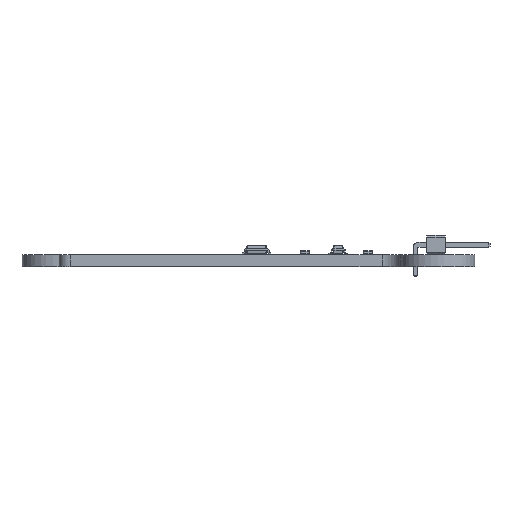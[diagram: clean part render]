
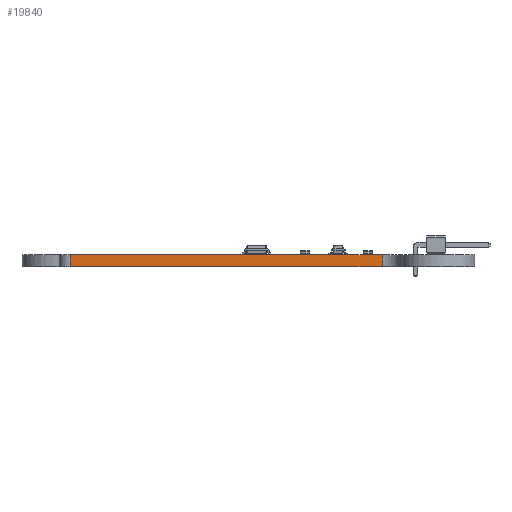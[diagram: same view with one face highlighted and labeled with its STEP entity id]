
A CAD part, front view. The second image highlights one B-rep face of the part: STEP entity #19840.
In plain terms, the highlighted planar face has unit normal (0, -1, 0).
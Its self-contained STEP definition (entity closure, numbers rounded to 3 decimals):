
#18669 = PLANE('',#18670);
#18670 = AXIS2_PLACEMENT_3D('',#18671,#18672,#18673);
#18671 = CARTESIAN_POINT('',(83.672,-50.,1.6));
#18672 = DIRECTION('',(0.,0.,1.));
#18673 = DIRECTION('',(1.,0.,-0.));
#18697 = CYLINDRICAL_SURFACE('',#18698,1.5);
#18698 = AXIS2_PLACEMENT_3D('',#18699,#18700,#18701);
#18699 = CARTESIAN_POINT('',(55.5,-56.,0.));
#18700 = DIRECTION('',(-0.,-0.,-1.));
#18701 = DIRECTION('',(1.,0.,-0.));
#18723 = PLANE('',#18724);
#18724 = AXIS2_PLACEMENT_3D('',#18725,#18726,#18727);
#18725 = CARTESIAN_POINT('',(83.672,-50.,0.));
#18726 = DIRECTION('',(0.,0.,1.));
#18727 = DIRECTION('',(1.,0.,-0.));
#18818 = VERTEX_POINT('',#18819);
#18819 = CARTESIAN_POINT('',(55.5,-57.5,1.6));
#18841 = EDGE_CURVE('',#18842,#18818,#18844,.T.);
#18842 = VERTEX_POINT('',#18843);
#18843 = CARTESIAN_POINT('',(55.5,-57.5,0.));
#18844 = SURFACE_CURVE('',#18845,(#18849,#18856),.PCURVE_S1.);
#18845 = LINE('',#18846,#18847);
#18846 = CARTESIAN_POINT('',(55.5,-57.5,0.));
#18847 = VECTOR('',#18848,1.);
#18848 = DIRECTION('',(0.,0.,1.));
#18849 = PCURVE('',#18697,#18850);
#18850 = DEFINITIONAL_REPRESENTATION('',(#18851),#18855);
#18851 = LINE('',#18852,#18853);
#18852 = CARTESIAN_POINT('',(-4.712,0.));
#18853 = VECTOR('',#18854,1.);
#18854 = DIRECTION('',(-0.,-1.));
#18855 = ( GEOMETRIC_REPRESENTATION_CONTEXT(2) 
PARAMETRIC_REPRESENTATION_CONTEXT() REPRESENTATION_CONTEXT('2D SPACE',''
  ) );
#18856 = PCURVE('',#18857,#18862);
#18857 = PLANE('',#18858);
#18858 = AXIS2_PLACEMENT_3D('',#18859,#18860,#18861);
#18859 = CARTESIAN_POINT('',(55.5,-57.5,0.));
#18860 = DIRECTION('',(0.,1.,0.));
#18861 = DIRECTION('',(1.,0.,0.));
#18862 = DEFINITIONAL_REPRESENTATION('',(#18863),#18867);
#18863 = LINE('',#18864,#18865);
#18864 = CARTESIAN_POINT('',(0.,0.));
#18865 = VECTOR('',#18866,1.);
#18866 = DIRECTION('',(0.,-1.));
#18867 = ( GEOMETRIC_REPRESENTATION_CONTEXT(2) 
PARAMETRIC_REPRESENTATION_CONTEXT() REPRESENTATION_CONTEXT('2D SPACE',''
  ) );
#18896 = EDGE_CURVE('',#18842,#18897,#18899,.T.);
#18897 = VERTEX_POINT('',#18898);
#18898 = CARTESIAN_POINT('',(97.5,-57.5,0.));
#18899 = SURFACE_CURVE('',#18900,(#18904,#18911),.PCURVE_S1.);
#18900 = LINE('',#18901,#18902);
#18901 = CARTESIAN_POINT('',(55.5,-57.5,0.));
#18902 = VECTOR('',#18903,1.);
#18903 = DIRECTION('',(1.,0.,0.));
#18904 = PCURVE('',#18723,#18905);
#18905 = DEFINITIONAL_REPRESENTATION('',(#18906),#18910);
#18906 = LINE('',#18907,#18908);
#18907 = CARTESIAN_POINT('',(-28.172,-7.5));
#18908 = VECTOR('',#18909,1.);
#18909 = DIRECTION('',(1.,0.));
#18910 = ( GEOMETRIC_REPRESENTATION_CONTEXT(2) 
PARAMETRIC_REPRESENTATION_CONTEXT() REPRESENTATION_CONTEXT('2D SPACE',''
  ) );
#18911 = PCURVE('',#18857,#18912);
#18912 = DEFINITIONAL_REPRESENTATION('',(#18913),#18917);
#18913 = LINE('',#18914,#18915);
#18914 = CARTESIAN_POINT('',(0.,0.));
#18915 = VECTOR('',#18916,1.);
#18916 = DIRECTION('',(1.,0.));
#18917 = ( GEOMETRIC_REPRESENTATION_CONTEXT(2) 
PARAMETRIC_REPRESENTATION_CONTEXT() REPRESENTATION_CONTEXT('2D SPACE',''
  ) );
#18936 = CYLINDRICAL_SURFACE('',#18937,2.5);
#18937 = AXIS2_PLACEMENT_3D('',#18938,#18939,#18940);
#18938 = CARTESIAN_POINT('',(97.5,-60.,0.));
#18939 = DIRECTION('',(-0.,-0.,-1.));
#18940 = DIRECTION('',(1.,0.,-0.));
#19395 = EDGE_CURVE('',#18818,#19396,#19398,.T.);
#19396 = VERTEX_POINT('',#19397);
#19397 = CARTESIAN_POINT('',(97.5,-57.5,1.6));
#19398 = SURFACE_CURVE('',#19399,(#19403,#19410),.PCURVE_S1.);
#19399 = LINE('',#19400,#19401);
#19400 = CARTESIAN_POINT('',(55.5,-57.5,1.6));
#19401 = VECTOR('',#19402,1.);
#19402 = DIRECTION('',(1.,0.,0.));
#19403 = PCURVE('',#18669,#19404);
#19404 = DEFINITIONAL_REPRESENTATION('',(#19405),#19409);
#19405 = LINE('',#19406,#19407);
#19406 = CARTESIAN_POINT('',(-28.172,-7.5));
#19407 = VECTOR('',#19408,1.);
#19408 = DIRECTION('',(1.,0.));
#19409 = ( GEOMETRIC_REPRESENTATION_CONTEXT(2) 
PARAMETRIC_REPRESENTATION_CONTEXT() REPRESENTATION_CONTEXT('2D SPACE',''
  ) );
#19410 = PCURVE('',#18857,#19411);
#19411 = DEFINITIONAL_REPRESENTATION('',(#19412),#19416);
#19412 = LINE('',#19413,#19414);
#19413 = CARTESIAN_POINT('',(0.,-1.6));
#19414 = VECTOR('',#19415,1.);
#19415 = DIRECTION('',(1.,0.));
#19416 = ( GEOMETRIC_REPRESENTATION_CONTEXT(2) 
PARAMETRIC_REPRESENTATION_CONTEXT() REPRESENTATION_CONTEXT('2D SPACE',''
  ) );
#19840 = ADVANCED_FACE('',(#19841),#18857,.F.);
#19841 = FACE_BOUND('',#19842,.F.);
#19842 = EDGE_LOOP('',(#19843,#19844,#19845,#19866));
#19843 = ORIENTED_EDGE('',*,*,#18841,.T.);
#19844 = ORIENTED_EDGE('',*,*,#19395,.T.);
#19845 = ORIENTED_EDGE('',*,*,#19846,.F.);
#19846 = EDGE_CURVE('',#18897,#19396,#19847,.T.);
#19847 = SURFACE_CURVE('',#19848,(#19852,#19859),.PCURVE_S1.);
#19848 = LINE('',#19849,#19850);
#19849 = CARTESIAN_POINT('',(97.5,-57.5,0.));
#19850 = VECTOR('',#19851,1.);
#19851 = DIRECTION('',(0.,0.,1.));
#19852 = PCURVE('',#18857,#19853);
#19853 = DEFINITIONAL_REPRESENTATION('',(#19854),#19858);
#19854 = LINE('',#19855,#19856);
#19855 = CARTESIAN_POINT('',(42.,0.));
#19856 = VECTOR('',#19857,1.);
#19857 = DIRECTION('',(0.,-1.));
#19858 = ( GEOMETRIC_REPRESENTATION_CONTEXT(2) 
PARAMETRIC_REPRESENTATION_CONTEXT() REPRESENTATION_CONTEXT('2D SPACE',''
  ) );
#19859 = PCURVE('',#18936,#19860);
#19860 = DEFINITIONAL_REPRESENTATION('',(#19861),#19865);
#19861 = LINE('',#19862,#19863);
#19862 = CARTESIAN_POINT('',(-1.571,0.));
#19863 = VECTOR('',#19864,1.);
#19864 = DIRECTION('',(-0.,-1.));
#19865 = ( GEOMETRIC_REPRESENTATION_CONTEXT(2) 
PARAMETRIC_REPRESENTATION_CONTEXT() REPRESENTATION_CONTEXT('2D SPACE',''
  ) );
#19866 = ORIENTED_EDGE('',*,*,#18896,.F.);
